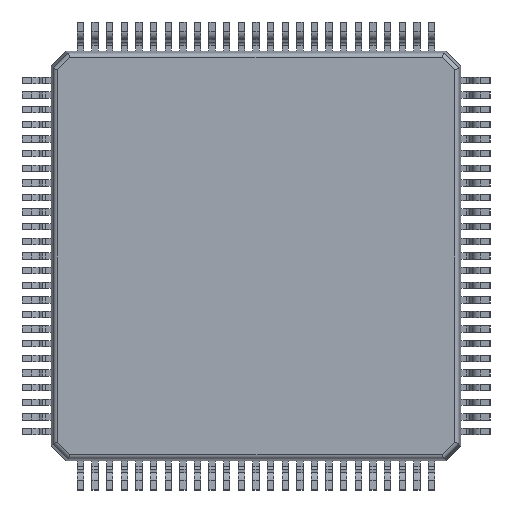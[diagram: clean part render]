
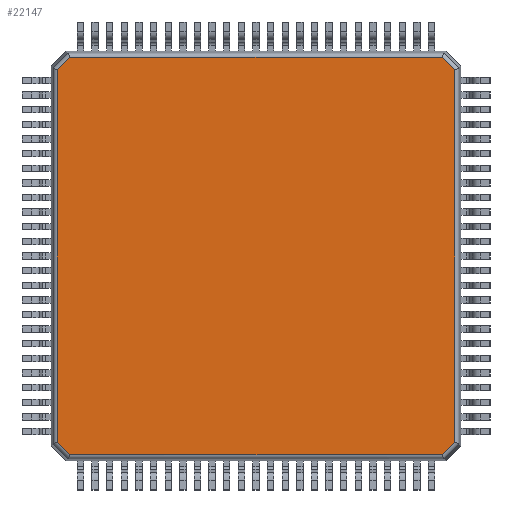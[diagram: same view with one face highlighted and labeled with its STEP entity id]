
A CAD part, front view. The second image highlights one B-rep face of the part: STEP entity #22147.
In plain terms, the highlighted planar face has unit normal (0, -1, 0).
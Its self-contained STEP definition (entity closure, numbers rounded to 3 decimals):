
#371 = DIRECTION ( 'NONE',  ( -1., 0., 0. ) ) ;
#681 = VECTOR ( 'NONE', #8924, 1000. ) ;
#1147 = ORIENTED_EDGE ( 'NONE', *, *, #9316, .T. ) ;
#1572 = VECTOR ( 'NONE', #31355, 1000. ) ;
#2847 = EDGE_CURVE ( 'NONE', #28680, #14277, #29737, .T. ) ;
#4258 = VERTEX_POINT ( 'NONE', #36404 ) ;
#6129 = DIRECTION ( 'NONE',  ( 0., 0., -1. ) ) ;
#6167 = LINE ( 'NONE', #43687, #21187 ) ;
#6521 = EDGE_LOOP ( 'NONE', ( #26286, #1147, #16227, #37893, #22616, #11955, #32420, #36963 ) ) ;
#8924 = DIRECTION ( 'NONE',  ( 0.707, 0., -0.707 ) ) ;
#9316 = EDGE_CURVE ( 'NONE', #21531, #9454, #13341, .T. ) ;
#9454 = VERTEX_POINT ( 'NONE', #11652 ) ;
#9832 = DIRECTION ( 'NONE',  ( -0.707, 0., -0.707 ) ) ;
#11039 = CARTESIAN_POINT ( 'NONE',  ( 6.416, 0.15, -6.787 ) ) ;
#11186 = EDGE_CURVE ( 'NONE', #9454, #28680, #24186, .T. ) ;
#11517 = VECTOR ( 'NONE', #21606, 1000. ) ;
#11652 = CARTESIAN_POINT ( 'NONE',  ( -6.787, 0.15, 6.36 ) ) ;
#11955 = ORIENTED_EDGE ( 'NONE', *, *, #15596, .T. ) ;
#12291 = DIRECTION ( 'NONE',  ( 0.707, 0., 0.707 ) ) ;
#12796 = CARTESIAN_POINT ( 'NONE',  ( 6.787, 0.15, 6.36 ) ) ;
#13341 = LINE ( 'NONE', #33876, #13575 ) ;
#13575 = VECTOR ( 'NONE', #9832, 1000. ) ;
#14277 = VERTEX_POINT ( 'NONE', #16952 ) ;
#15596 = EDGE_CURVE ( 'NONE', #4258, #45284, #6167, .T. ) ;
#15683 = LINE ( 'NONE', #30757, #1572 ) ;
#16097 = PLANE ( 'NONE',  #18180 ) ;
#16227 = ORIENTED_EDGE ( 'NONE', *, *, #11186, .T. ) ;
#16439 = EDGE_CURVE ( 'NONE', #14277, #4258, #26853, .T. ) ;
#16952 = CARTESIAN_POINT ( 'NONE',  ( -6.36, 0.15, -6.787 ) ) ;
#17372 = EDGE_CURVE ( 'NONE', #32783, #21531, #40534, .T. ) ;
#17577 = CARTESIAN_POINT ( 'NONE',  ( -6.416, 0.15, 6.787 ) ) ;
#18180 = AXIS2_PLACEMENT_3D ( 'NONE', #19824, #30200, #43630 ) ;
#18334 = CARTESIAN_POINT ( 'NONE',  ( 6.36, 0.15, 6.787 ) ) ;
#19684 = LINE ( 'NONE', #36983, #34712 ) ;
#19824 = CARTESIAN_POINT ( 'NONE',  ( 0., 0.15, 0. ) ) ;
#21187 = VECTOR ( 'NONE', #12291, 1000. ) ;
#21531 = VERTEX_POINT ( 'NONE', #24389 ) ;
#21606 = DIRECTION ( 'NONE',  ( 1., 0., 0. ) ) ;
#22147 = ADVANCED_FACE ( 'NONE', ( #40215 ), #16097, .T. ) ;
#22616 = ORIENTED_EDGE ( 'NONE', *, *, #16439, .T. ) ;
#24186 = LINE ( 'NONE', #28511, #38735 ) ;
#24389 = CARTESIAN_POINT ( 'NONE',  ( -6.36, 0.15, 6.787 ) ) ;
#26286 = ORIENTED_EDGE ( 'NONE', *, *, #17372, .T. ) ;
#26603 = VECTOR ( 'NONE', #371, 1000. ) ;
#26853 = LINE ( 'NONE', #11039, #11517 ) ;
#27158 = CARTESIAN_POINT ( 'NONE',  ( -6.574, 0.15, -6.574 ) ) ;
#28511 = CARTESIAN_POINT ( 'NONE',  ( -6.787, 0.15, -6.416 ) ) ;
#28680 = VERTEX_POINT ( 'NONE', #35819 ) ;
#29737 = LINE ( 'NONE', #27158, #681 ) ;
#30200 = DIRECTION ( 'NONE',  ( 0., -1., 0. ) ) ;
#30757 = CARTESIAN_POINT ( 'NONE',  ( 6.574, 0.15, 6.574 ) ) ;
#31026 = VERTEX_POINT ( 'NONE', #12796 ) ;
#31355 = DIRECTION ( 'NONE',  ( -0.707, 0., 0.707 ) ) ;
#32420 = ORIENTED_EDGE ( 'NONE', *, *, #40791, .T. ) ;
#32783 = VERTEX_POINT ( 'NONE', #18334 ) ;
#33876 = CARTESIAN_POINT ( 'NONE',  ( -6.574, 0.15, 6.574 ) ) ;
#34331 = DIRECTION ( 'NONE',  ( 0., 0., 1. ) ) ;
#34712 = VECTOR ( 'NONE', #34331, 1000. ) ;
#35819 = CARTESIAN_POINT ( 'NONE',  ( -6.787, 0.15, -6.36 ) ) ;
#36404 = CARTESIAN_POINT ( 'NONE',  ( 6.36, 0.15, -6.787 ) ) ;
#36963 = ORIENTED_EDGE ( 'NONE', *, *, #42846, .T. ) ;
#36983 = CARTESIAN_POINT ( 'NONE',  ( 6.787, 0.15, 6.416 ) ) ;
#37893 = ORIENTED_EDGE ( 'NONE', *, *, #2847, .T. ) ;
#38735 = VECTOR ( 'NONE', #6129, 1000. ) ;
#40215 = FACE_OUTER_BOUND ( 'NONE', #6521, .T. ) ;
#40534 = LINE ( 'NONE', #17577, #26603 ) ;
#40791 = EDGE_CURVE ( 'NONE', #45284, #31026, #19684, .T. ) ;
#41024 = CARTESIAN_POINT ( 'NONE',  ( 6.787, 0.15, -6.36 ) ) ;
#42846 = EDGE_CURVE ( 'NONE', #31026, #32783, #15683, .T. ) ;
#43630 = DIRECTION ( 'NONE',  ( 0., 0., -1. ) ) ;
#43687 = CARTESIAN_POINT ( 'NONE',  ( 6.574, 0.15, -6.574 ) ) ;
#45284 = VERTEX_POINT ( 'NONE', #41024 ) ;
